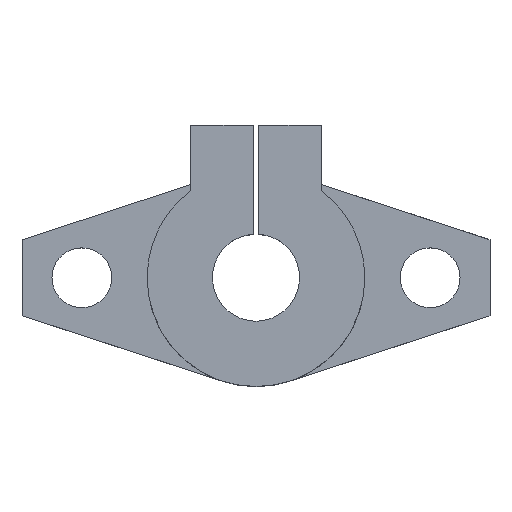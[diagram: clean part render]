
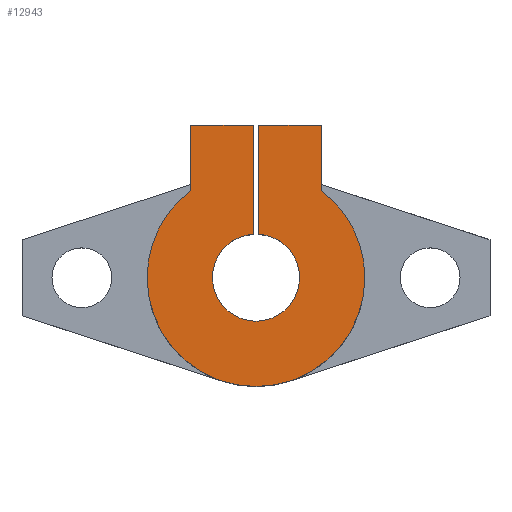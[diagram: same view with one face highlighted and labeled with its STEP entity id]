
A CAD part, top view. The second image highlights one B-rep face of the part: STEP entity #12943.
In plain terms, the highlighted planar face has unit normal (0, 0, 1).
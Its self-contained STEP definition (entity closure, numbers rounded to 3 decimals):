
#236 = PLANE ( 'NONE',  #10261 ) ;
#261 = CARTESIAN_POINT ( 'NONE',  ( 4., 0., 10. ) ) ;
#549 = DIRECTION ( 'NONE',  ( 0., 0., 1. ) ) ;
#601 = LINE ( 'NONE', #2726, #11176 ) ;
#719 = VECTOR ( 'NONE', #4555, 1000. ) ;
#740 = CARTESIAN_POINT ( 'NONE',  ( 10., 0., 10. ) ) ;
#871 = DIRECTION ( 'NONE',  ( 0., 0., 1. ) ) ;
#1300 = CARTESIAN_POINT ( 'NONE',  ( 0., 0., 10. ) ) ;
#1546 = VECTOR ( 'NONE', #10533, 1000. ) ;
#1841 = ORIENTED_EDGE ( 'NONE', *, *, #2889, .F. ) ;
#1942 = VERTEX_POINT ( 'NONE', #13534 ) ;
#1978 = ORIENTED_EDGE ( 'NONE', *, *, #3463, .T. ) ;
#2006 = LINE ( 'NONE', #12629, #719 ) ;
#2381 = DIRECTION ( 'NONE',  ( -1., 0., 0. ) ) ;
#2651 = CIRCLE ( 'NONE', #6028, 4. ) ;
#2726 = CARTESIAN_POINT ( 'NONE',  ( 6., 8., 10. ) ) ;
#2889 = EDGE_CURVE ( 'NONE', #1942, #5475, #2006, .T. ) ;
#2970 = VERTEX_POINT ( 'NONE', #261 ) ;
#3092 = EDGE_CURVE ( 'NONE', #2970, #1942, #13515, .T. ) ;
#3463 = EDGE_CURVE ( 'NONE', #14101, #5194, #601, .T. ) ;
#3495 = VECTOR ( 'NONE', #2381, 1000. ) ;
#3569 = CARTESIAN_POINT ( 'NONE',  ( 6., 14., 10. ) ) ;
#3709 = DIRECTION ( 'NONE',  ( 1., 0., 0. ) ) ;
#3770 = ORIENTED_EDGE ( 'NONE', *, *, #9076, .T. ) ;
#3815 = DIRECTION ( 'NONE',  ( 0., -1., 0. ) ) ;
#3939 = CARTESIAN_POINT ( 'NONE',  ( 0., 0., 10. ) ) ;
#3987 = CARTESIAN_POINT ( 'NONE',  ( -10., 0., 10. ) ) ;
#4026 = CARTESIAN_POINT ( 'NONE',  ( 0.25, 14., 10. ) ) ;
#4273 = AXIS2_PLACEMENT_3D ( 'NONE', #6906, #871, #4500 ) ;
#4349 = ORIENTED_EDGE ( 'NONE', *, *, #11544, .T. ) ;
#4500 = DIRECTION ( 'NONE',  ( 1., 0., 0. ) ) ;
#4555 = DIRECTION ( 'NONE',  ( 0., 1., 0. ) ) ;
#4631 = VERTEX_POINT ( 'NONE', #740 ) ;
#4882 = VERTEX_POINT ( 'NONE', #8653 ) ;
#4939 = EDGE_CURVE ( 'NONE', #7979, #4631, #4994, .T. ) ;
#4994 = CIRCLE ( 'NONE', #4273, 10. ) ;
#5194 = VERTEX_POINT ( 'NONE', #3569 ) ;
#5212 = DIRECTION ( 'NONE',  ( 0., 1., 0. ) ) ;
#5378 = CARTESIAN_POINT ( 'NONE',  ( 0., 0., 10. ) ) ;
#5382 = DIRECTION ( 'NONE',  ( 1., 0., 0. ) ) ;
#5409 = AXIS2_PLACEMENT_3D ( 'NONE', #13026, #7207, #6157 ) ;
#5475 = VERTEX_POINT ( 'NONE', #4026 ) ;
#5587 = VERTEX_POINT ( 'NONE', #9799 ) ;
#5671 = VECTOR ( 'NONE', #11236, 1000. ) ;
#5921 = VERTEX_POINT ( 'NONE', #11990 ) ;
#6028 = AXIS2_PLACEMENT_3D ( 'NONE', #5378, #549, #8627 ) ;
#6119 = DIRECTION ( 'NONE',  ( 0., 0., 1. ) ) ;
#6157 = DIRECTION ( 'NONE',  ( 1., 0., 0. ) ) ;
#6294 = EDGE_CURVE ( 'NONE', #13151, #7105, #9013, .T. ) ;
#6322 = EDGE_CURVE ( 'NONE', #5587, #2970, #8773, .T. ) ;
#6621 = CARTESIAN_POINT ( 'NONE',  ( -6., 14., 10. ) ) ;
#6906 = CARTESIAN_POINT ( 'NONE',  ( 0., 0., 10. ) ) ;
#6959 = ORIENTED_EDGE ( 'NONE', *, *, #10644, .F. ) ;
#7105 = VERTEX_POINT ( 'NONE', #9232 ) ;
#7207 = DIRECTION ( 'NONE',  ( 0., 0., 1. ) ) ;
#7647 = DIRECTION ( 'NONE',  ( 0., 0., 1. ) ) ;
#7979 = VERTEX_POINT ( 'NONE', #3987 ) ;
#8034 = CARTESIAN_POINT ( 'NONE',  ( -6., 14., 10. ) ) ;
#8627 = DIRECTION ( 'NONE',  ( 1., 0., 0. ) ) ;
#8653 = CARTESIAN_POINT ( 'NONE',  ( -0.25, 3.992, 10. ) ) ;
#8681 = CIRCLE ( 'NONE', #14472, 10. ) ;
#8773 = CIRCLE ( 'NONE', #5409, 4. ) ;
#8805 = CIRCLE ( 'NONE', #10244, 10. ) ;
#8919 = AXIS2_PLACEMENT_3D ( 'NONE', #1300, #9303, #13913 ) ;
#9005 = EDGE_LOOP ( 'NONE', ( #6959, #11110, #12728, #13188, #10047, #3770, #1978, #4349, #1841, #9157, #12492, #12906 ) ) ;
#9013 = LINE ( 'NONE', #11444, #1546 ) ;
#9076 = EDGE_CURVE ( 'NONE', #4631, #14101, #8681, .T. ) ;
#9157 = ORIENTED_EDGE ( 'NONE', *, *, #3092, .F. ) ;
#9232 = CARTESIAN_POINT ( 'NONE',  ( -6., 8., 10. ) ) ;
#9303 = DIRECTION ( 'NONE',  ( 0., 0., 1. ) ) ;
#9325 = LINE ( 'NONE', #8034, #3495 ) ;
#9393 = VECTOR ( 'NONE', #3815, 1000. ) ;
#9799 = CARTESIAN_POINT ( 'NONE',  ( -4., 0., 10. ) ) ;
#10047 = ORIENTED_EDGE ( 'NONE', *, *, #4939, .T. ) ;
#10244 = AXIS2_PLACEMENT_3D ( 'NONE', #12834, #6119, #14045 ) ;
#10261 = AXIS2_PLACEMENT_3D ( 'NONE', #3939, #11945, #3709 ) ;
#10533 = DIRECTION ( 'NONE',  ( 0., -1., 0. ) ) ;
#10644 = EDGE_CURVE ( 'NONE', #5921, #4882, #11820, .T. ) ;
#10735 = EDGE_CURVE ( 'NONE', #4882, #5587, #2651, .T. ) ;
#11018 = CARTESIAN_POINT ( 'NONE',  ( 6., 8., 10. ) ) ;
#11110 = ORIENTED_EDGE ( 'NONE', *, *, #11590, .T. ) ;
#11176 = VECTOR ( 'NONE', #5212, 1000. ) ;
#11236 = DIRECTION ( 'NONE',  ( -1., 0., 0. ) ) ;
#11444 = CARTESIAN_POINT ( 'NONE',  ( -6., 8., 10. ) ) ;
#11544 = EDGE_CURVE ( 'NONE', #5194, #5475, #12436, .T. ) ;
#11590 = EDGE_CURVE ( 'NONE', #5921, #13151, #9325, .T. ) ;
#11820 = LINE ( 'NONE', #12713, #9393 ) ;
#11863 = CARTESIAN_POINT ( 'NONE',  ( -6., 14., 10. ) ) ;
#11876 = FACE_OUTER_BOUND ( 'NONE', #9005, .T. ) ;
#11945 = DIRECTION ( 'NONE',  ( 0., 0., 1. ) ) ;
#11990 = CARTESIAN_POINT ( 'NONE',  ( -0.25, 14., 10. ) ) ;
#12196 = EDGE_CURVE ( 'NONE', #7105, #7979, #8805, .T. ) ;
#12436 = LINE ( 'NONE', #6621, #5671 ) ;
#12492 = ORIENTED_EDGE ( 'NONE', *, *, #6322, .F. ) ;
#12629 = CARTESIAN_POINT ( 'NONE',  ( 0.25, 0., 10. ) ) ;
#12713 = CARTESIAN_POINT ( 'NONE',  ( -0.25, 0., 10. ) ) ;
#12728 = ORIENTED_EDGE ( 'NONE', *, *, #6294, .T. ) ;
#12834 = CARTESIAN_POINT ( 'NONE',  ( 0., 0., 10. ) ) ;
#12906 = ORIENTED_EDGE ( 'NONE', *, *, #10735, .F. ) ;
#12943 = ADVANCED_FACE ( 'NONE', ( #11876 ), #236, .T. ) ;
#13026 = CARTESIAN_POINT ( 'NONE',  ( 0., 0., 10. ) ) ;
#13151 = VERTEX_POINT ( 'NONE', #11863 ) ;
#13188 = ORIENTED_EDGE ( 'NONE', *, *, #12196, .T. ) ;
#13515 = CIRCLE ( 'NONE', #8919, 4. ) ;
#13534 = CARTESIAN_POINT ( 'NONE',  ( 0.25, 3.992, 10. ) ) ;
#13913 = DIRECTION ( 'NONE',  ( 1., 0., 0. ) ) ;
#14045 = DIRECTION ( 'NONE',  ( 1., 0., 0. ) ) ;
#14101 = VERTEX_POINT ( 'NONE', #11018 ) ;
#14472 = AXIS2_PLACEMENT_3D ( 'NONE', #14521, #7647, #5382 ) ;
#14521 = CARTESIAN_POINT ( 'NONE',  ( 0., 0., 10. ) ) ;
